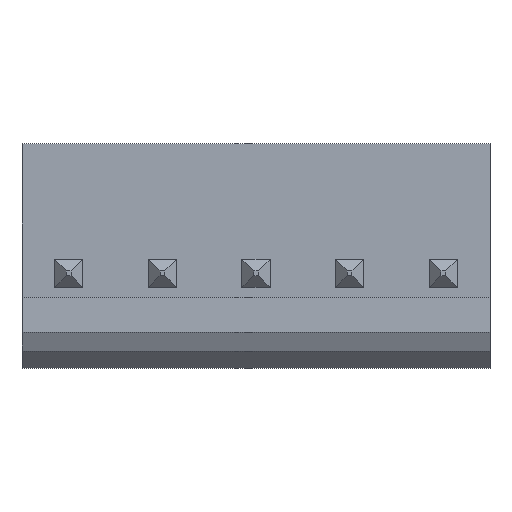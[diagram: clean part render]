
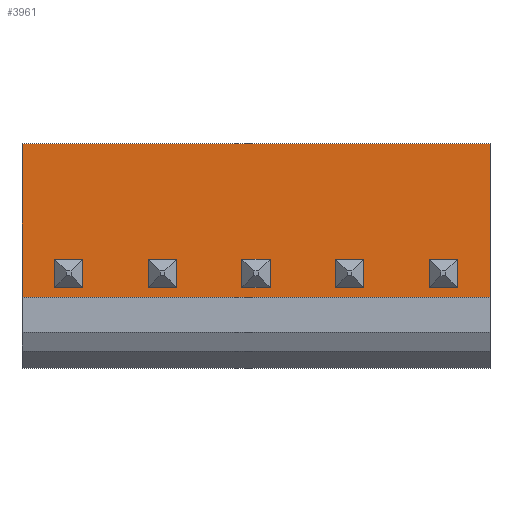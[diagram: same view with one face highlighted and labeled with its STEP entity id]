
A CAD part, top view. The second image highlights one B-rep face of the part: STEP entity #3961.
In plain terms, the highlighted planar face has unit normal (0, 0, 1).
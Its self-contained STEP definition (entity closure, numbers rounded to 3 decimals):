
#3856 = PLANE('',#3857);
#3857 = AXIS2_PLACEMENT_3D('',#3858,#3859,#3860);
#3858 = CARTESIAN_POINT('',(0.,5.5,0.));
#3859 = DIRECTION('',(0.,-1.,0.));
#3860 = DIRECTION('',(0.,0.,1.));
#3881 = VERTEX_POINT('',#3882);
#3882 = CARTESIAN_POINT('',(19.8,5.5,3.2));
#3896 = PLANE('',#3897);
#3897 = AXIS2_PLACEMENT_3D('',#3898,#3899,#3900);
#3898 = CARTESIAN_POINT('',(19.8,-0.696,4.461));
#3899 = DIRECTION('',(1.,0.,0.));
#3900 = DIRECTION('',(0.,1.,0.));
#3908 = EDGE_CURVE('',#3909,#3881,#3911,.T.);
#3909 = VERTEX_POINT('',#3910);
#3910 = CARTESIAN_POINT('',(0.,5.5,3.2));
#3911 = SURFACE_CURVE('',#3912,(#3916,#3923),.PCURVE_S1.);
#3912 = LINE('',#3913,#3914);
#3913 = CARTESIAN_POINT('',(0.,5.5,3.2));
#3914 = VECTOR('',#3915,1.);
#3915 = DIRECTION('',(1.,0.,0.));
#3916 = PCURVE('',#3856,#3917);
#3917 = DEFINITIONAL_REPRESENTATION('',(#3918),#3922);
#3918 = LINE('',#3919,#3920);
#3919 = CARTESIAN_POINT('',(3.2,0.));
#3920 = VECTOR('',#3921,1.);
#3921 = DIRECTION('',(0.,-1.));
#3922 = ( GEOMETRIC_REPRESENTATION_CONTEXT(2) 
PARAMETRIC_REPRESENTATION_CONTEXT() REPRESENTATION_CONTEXT('2D SPACE',''
  ) );
#3923 = PCURVE('',#3924,#3929);
#3924 = PLANE('',#3925);
#3925 = AXIS2_PLACEMENT_3D('',#3926,#3927,#3928);
#3926 = CARTESIAN_POINT('',(0.,5.5,3.2));
#3927 = DIRECTION('',(0.,0.,-1.));
#3928 = DIRECTION('',(0.,-1.,0.));
#3929 = DEFINITIONAL_REPRESENTATION('',(#3930),#3934);
#3930 = LINE('',#3931,#3932);
#3931 = CARTESIAN_POINT('',(0.,-0.));
#3932 = VECTOR('',#3933,1.);
#3933 = DIRECTION('',(0.,-1.));
#3934 = ( GEOMETRIC_REPRESENTATION_CONTEXT(2) 
PARAMETRIC_REPRESENTATION_CONTEXT() REPRESENTATION_CONTEXT('2D SPACE',''
  ) );
#3950 = PLANE('',#3951);
#3951 = AXIS2_PLACEMENT_3D('',#3952,#3953,#3954);
#3952 = CARTESIAN_POINT('',(0.,-0.696,4.461));
#3953 = DIRECTION('',(1.,0.,0.));
#3954 = DIRECTION('',(0.,1.,0.));
#3961 = ADVANCED_FACE('',(#3962),#3924,.F.);
#3962 = FACE_BOUND('',#3963,.F.);
#3963 = EDGE_LOOP('',(#3964,#3965,#3988,#4016));
#3964 = ORIENTED_EDGE('',*,*,#3908,.T.);
#3965 = ORIENTED_EDGE('',*,*,#3966,.T.);
#3966 = EDGE_CURVE('',#3881,#3967,#3969,.T.);
#3967 = VERTEX_POINT('',#3968);
#3968 = CARTESIAN_POINT('',(19.8,-1.,3.2));
#3969 = SURFACE_CURVE('',#3970,(#3974,#3981),.PCURVE_S1.);
#3970 = LINE('',#3971,#3972);
#3971 = CARTESIAN_POINT('',(19.8,5.5,3.2));
#3972 = VECTOR('',#3973,1.);
#3973 = DIRECTION('',(0.,-1.,0.));
#3974 = PCURVE('',#3924,#3975);
#3975 = DEFINITIONAL_REPRESENTATION('',(#3976),#3980);
#3976 = LINE('',#3977,#3978);
#3977 = CARTESIAN_POINT('',(0.,-19.8));
#3978 = VECTOR('',#3979,1.);
#3979 = DIRECTION('',(1.,0.));
#3980 = ( GEOMETRIC_REPRESENTATION_CONTEXT(2) 
PARAMETRIC_REPRESENTATION_CONTEXT() REPRESENTATION_CONTEXT('2D SPACE',''
  ) );
#3981 = PCURVE('',#3896,#3982);
#3982 = DEFINITIONAL_REPRESENTATION('',(#3983),#3987);
#3983 = LINE('',#3984,#3985);
#3984 = CARTESIAN_POINT('',(6.196,-1.261));
#3985 = VECTOR('',#3986,1.);
#3986 = DIRECTION('',(-1.,0.));
#3987 = ( GEOMETRIC_REPRESENTATION_CONTEXT(2) 
PARAMETRIC_REPRESENTATION_CONTEXT() REPRESENTATION_CONTEXT('2D SPACE',''
  ) );
#3988 = ORIENTED_EDGE('',*,*,#3989,.F.);
#3989 = EDGE_CURVE('',#3990,#3967,#3992,.T.);
#3990 = VERTEX_POINT('',#3991);
#3991 = CARTESIAN_POINT('',(0.,-1.,3.2));
#3992 = SURFACE_CURVE('',#3993,(#3997,#4004),.PCURVE_S1.);
#3993 = LINE('',#3994,#3995);
#3994 = CARTESIAN_POINT('',(0.,-1.,3.2));
#3995 = VECTOR('',#3996,1.);
#3996 = DIRECTION('',(1.,0.,0.));
#3997 = PCURVE('',#3924,#3998);
#3998 = DEFINITIONAL_REPRESENTATION('',(#3999),#4003);
#3999 = LINE('',#4000,#4001);
#4000 = CARTESIAN_POINT('',(6.5,0.));
#4001 = VECTOR('',#4002,1.);
#4002 = DIRECTION('',(0.,-1.));
#4003 = ( GEOMETRIC_REPRESENTATION_CONTEXT(2) 
PARAMETRIC_REPRESENTATION_CONTEXT() REPRESENTATION_CONTEXT('2D SPACE',''
  ) );
#4004 = PCURVE('',#4005,#4010);
#4005 = PLANE('',#4006);
#4006 = AXIS2_PLACEMENT_3D('',#4007,#4008,#4009);
#4007 = CARTESIAN_POINT('',(0.,-1.,3.2));
#4008 = DIRECTION('',(0.,0.555,-0.832));
#4009 = DIRECTION('',(0.,-0.832,-0.555));
#4010 = DEFINITIONAL_REPRESENTATION('',(#4011),#4015);
#4011 = LINE('',#4012,#4013);
#4012 = CARTESIAN_POINT('',(0.,0.));
#4013 = VECTOR('',#4014,1.);
#4014 = DIRECTION('',(0.,-1.));
#4015 = ( GEOMETRIC_REPRESENTATION_CONTEXT(2) 
PARAMETRIC_REPRESENTATION_CONTEXT() REPRESENTATION_CONTEXT('2D SPACE',''
  ) );
#4016 = ORIENTED_EDGE('',*,*,#4017,.F.);
#4017 = EDGE_CURVE('',#3909,#3990,#4018,.T.);
#4018 = SURFACE_CURVE('',#4019,(#4023,#4030),.PCURVE_S1.);
#4019 = LINE('',#4020,#4021);
#4020 = CARTESIAN_POINT('',(0.,5.5,3.2));
#4021 = VECTOR('',#4022,1.);
#4022 = DIRECTION('',(0.,-1.,0.));
#4023 = PCURVE('',#3924,#4024);
#4024 = DEFINITIONAL_REPRESENTATION('',(#4025),#4029);
#4025 = LINE('',#4026,#4027);
#4026 = CARTESIAN_POINT('',(0.,-0.));
#4027 = VECTOR('',#4028,1.);
#4028 = DIRECTION('',(1.,0.));
#4029 = ( GEOMETRIC_REPRESENTATION_CONTEXT(2) 
PARAMETRIC_REPRESENTATION_CONTEXT() REPRESENTATION_CONTEXT('2D SPACE',''
  ) );
#4030 = PCURVE('',#3950,#4031);
#4031 = DEFINITIONAL_REPRESENTATION('',(#4032),#4036);
#4032 = LINE('',#4033,#4034);
#4033 = CARTESIAN_POINT('',(6.196,-1.261));
#4034 = VECTOR('',#4035,1.);
#4035 = DIRECTION('',(-1.,0.));
#4036 = ( GEOMETRIC_REPRESENTATION_CONTEXT(2) 
PARAMETRIC_REPRESENTATION_CONTEXT() REPRESENTATION_CONTEXT('2D SPACE',''
  ) );
